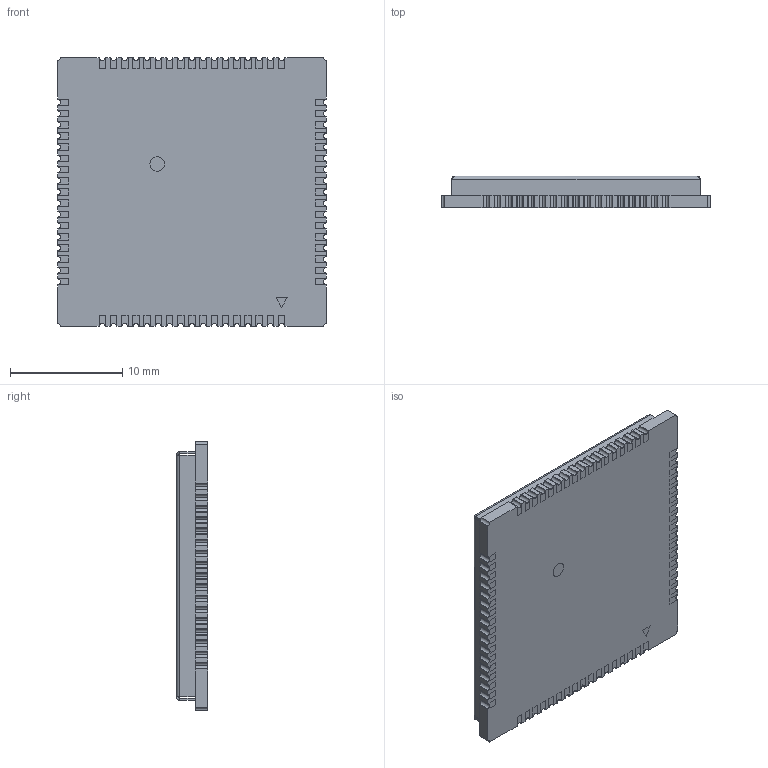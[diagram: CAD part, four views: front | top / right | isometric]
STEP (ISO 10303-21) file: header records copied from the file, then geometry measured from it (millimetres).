
FILE_DESCRIPTION (( 'STEP AP214' ), '1' );
FILE_NAME ('SIM7000E.STEP', '2018-09-21T14:33:48', ( '' ), ( '' ), 'SwSTEP 2.0', 'SolidWorks 2017', '' );
FILE_SCHEMA (( 'AUTOMOTIVE_DESIGN' ));
Length unit declared in the file: millimetre
Products named in the file (1): SIM7000E
Bounding box: 24 x 2.8 x 24 mm (x, y, z)
Volume: 749.3 mm3; surface area: 2797.8 mm2
Topology: 72 solids, 72 shells, 1220 faces, 3190 edges, 2116 vertices
Faces by surface type: plane 1064, cylinder 152, bspline 4
Entity records: 45786 total; most frequent: CARTESIAN_POINT 6663, ORIENTED_EDGE 6380, DIRECTION 5904, EDGE_CURVE 3190, LINE 2878, VECTOR 2878, VERTEX_POINT 2116, AXIS2_PLACEMENT_3D 1513
